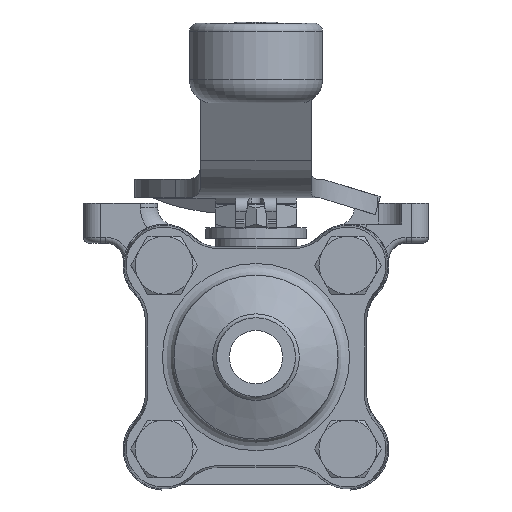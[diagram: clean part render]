
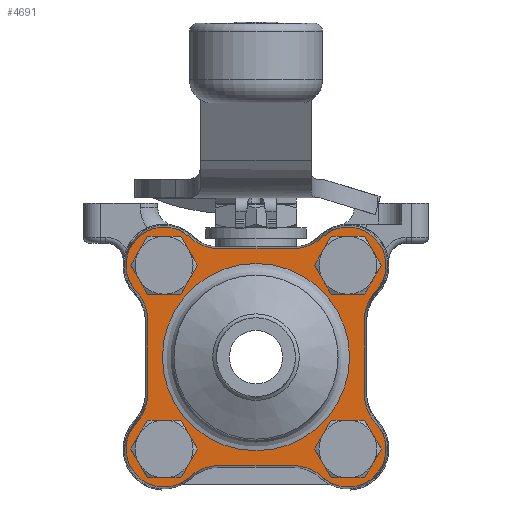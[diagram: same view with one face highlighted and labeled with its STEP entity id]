
A CAD part, front view. The second image highlights one B-rep face of the part: STEP entity #4691.
In plain terms, the highlighted face is planar.
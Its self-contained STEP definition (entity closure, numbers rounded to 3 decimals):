
#4473=CARTESIAN_POINT('',(0.,6.125,-16.175));
#4474=VERTEX_POINT('',#4473);
#4475=CARTESIAN_POINT('',(0.0,6.125,0.0));
#4476=DIRECTION('',(0.0,1.0,0.0));
#4477=DIRECTION('',(0.0,0.0,1.0));
#4478=AXIS2_PLACEMENT_3D('',#4475,#4476,#4477);
#4479=CIRCLE('',#4478,16.175);
#4480=EDGE_CURVE('',#4474,#4474,#4479,.T.);
#4497=CARTESIAN_POINT('',(0.,6.125,0.));
#4498=DIRECTION('',(0.0,1.0,0.0));
#4499=DIRECTION('',(0.0,0.0,1.0));
#4500=AXIS2_PLACEMENT_3D('',#4497,#4498,#4499);
#4501=PLANE('',#4500);
#4502=CARTESIAN_POINT('',(-20.693,6.125,11.394));
#4503=VERTEX_POINT('',#4502);
#4504=CARTESIAN_POINT('',(-18.754,6.125,6.471));
#4505=VERTEX_POINT('',#4504);
#4506=CARTESIAN_POINT('',(-25.975,6.125,6.471));
#4507=DIRECTION('',(0.0,1.,0.0));
#4508=DIRECTION('',(0.732,0.0,0.682));
#4509=AXIS2_PLACEMENT_3D('',#4506,#4507,#4508);
#4510=CIRCLE('',#4509,7.221);
#4511=EDGE_CURVE('',#4503,#4505,#4510,.T.);
#4512=ORIENTED_EDGE('',*,*,#4511,.F.);
#4513=CARTESIAN_POINT('',(-11.394,6.125,20.693));
#4514=VERTEX_POINT('',#4513);
#4515=CARTESIAN_POINT('',(-15.88,6.125,15.88));
#4516=DIRECTION('',(0.0,-1.,0.0));
#4517=DIRECTION('',(0.732,0.0,0.682));
#4518=AXIS2_PLACEMENT_3D('',#4515,#4516,#4517);
#4519=CIRCLE('',#4518,6.579);
#4520=EDGE_CURVE('',#4514,#4503,#4519,.T.);
#4521=ORIENTED_EDGE('',*,*,#4520,.F.);
#4522=CARTESIAN_POINT('',(-6.471,6.125,18.754));
#4523=VERTEX_POINT('',#4522);
#4524=CARTESIAN_POINT('',(-6.471,6.125,25.975));
#4525=DIRECTION('',(0.0,1.0,0.0));
#4526=DIRECTION('',(0.0,0.0,-1.0));
#4527=AXIS2_PLACEMENT_3D('',#4524,#4525,#4526);
#4528=CIRCLE('',#4527,7.221);
#4529=EDGE_CURVE('',#4523,#4514,#4528,.T.);
#4530=ORIENTED_EDGE('',*,*,#4529,.F.);
#4531=CARTESIAN_POINT('',(6.471,6.125,18.754));
#4532=VERTEX_POINT('',#4531);
#4533=CARTESIAN_POINT('',(6.471,6.125,18.754));
#4534=DIRECTION('',(-1.0,0.0,0.0));
#4535=VECTOR('',#4534,12.942);
#4536=LINE('',#4533,#4535);
#4537=EDGE_CURVE('',#4532,#4523,#4536,.T.);
#4538=ORIENTED_EDGE('',*,*,#4537,.F.);
#4539=CARTESIAN_POINT('',(11.394,6.125,20.693));
#4540=VERTEX_POINT('',#4539);
#4541=CARTESIAN_POINT('',(6.471,6.125,25.975));
#4542=DIRECTION('',(0.0,1.0,0.0));
#4543=DIRECTION('',(0.682,0.0,-0.732));
#4544=AXIS2_PLACEMENT_3D('',#4541,#4542,#4543);
#4545=CIRCLE('',#4544,7.221);
#4546=EDGE_CURVE('',#4540,#4532,#4545,.T.);
#4547=ORIENTED_EDGE('',*,*,#4546,.F.);
#4548=CARTESIAN_POINT('',(20.693,6.125,11.394));
#4549=VERTEX_POINT('',#4548);
#4550=CARTESIAN_POINT('',(15.88,6.125,15.88));
#4551=DIRECTION('',(0.0,-1.0,0.0));
#4552=DIRECTION('',(0.682,0.0,-0.732));
#4553=AXIS2_PLACEMENT_3D('',#4550,#4551,#4552);
#4554=CIRCLE('',#4553,6.579);
#4555=EDGE_CURVE('',#4549,#4540,#4554,.T.);
#4556=ORIENTED_EDGE('',*,*,#4555,.F.);
#4557=CARTESIAN_POINT('',(18.754,6.125,6.471));
#4558=VERTEX_POINT('',#4557);
#4559=CARTESIAN_POINT('',(25.975,6.125,6.471));
#4560=DIRECTION('',(0.0,1.0,0.0));
#4561=DIRECTION('',(-1.0,0.0,0.0));
#4562=AXIS2_PLACEMENT_3D('',#4559,#4560,#4561);
#4563=CIRCLE('',#4562,7.221);
#4564=EDGE_CURVE('',#4558,#4549,#4563,.T.);
#4565=ORIENTED_EDGE('',*,*,#4564,.F.);
#4566=CARTESIAN_POINT('',(18.754,6.125,-6.471));
#4567=VERTEX_POINT('',#4566);
#4568=CARTESIAN_POINT('',(18.754,6.125,-6.471));
#4569=DIRECTION('',(0.0,0.0,1.0));
#4570=VECTOR('',#4569,12.942);
#4571=LINE('',#4568,#4570);
#4572=EDGE_CURVE('',#4567,#4558,#4571,.T.);
#4573=ORIENTED_EDGE('',*,*,#4572,.F.);
#4574=CARTESIAN_POINT('',(20.693,6.125,-11.394));
#4575=VERTEX_POINT('',#4574);
#4576=CARTESIAN_POINT('',(25.975,6.125,-6.471));
#4577=DIRECTION('',(0.0,1.0,0.0));
#4578=DIRECTION('',(-0.732,0.0,-0.682));
#4579=AXIS2_PLACEMENT_3D('',#4576,#4577,#4578);
#4580=CIRCLE('',#4579,7.221);
#4581=EDGE_CURVE('',#4575,#4567,#4580,.T.);
#4582=ORIENTED_EDGE('',*,*,#4581,.F.);
#4583=CARTESIAN_POINT('',(11.394,6.125,-20.693));
#4584=VERTEX_POINT('',#4583);
#4585=CARTESIAN_POINT('',(15.88,6.125,-15.88));
#4586=DIRECTION('',(0.0,-1.,0.0));
#4587=DIRECTION('',(-0.732,0.0,-0.682));
#4588=AXIS2_PLACEMENT_3D('',#4585,#4586,#4587);
#4589=CIRCLE('',#4588,6.579);
#4590=EDGE_CURVE('',#4584,#4575,#4589,.T.);
#4591=ORIENTED_EDGE('',*,*,#4590,.F.);
#4592=CARTESIAN_POINT('',(6.471,6.125,-18.754));
#4593=VERTEX_POINT('',#4592);
#4594=CARTESIAN_POINT('',(6.471,6.125,-25.975));
#4595=DIRECTION('',(0.0,1.0,0.0));
#4596=DIRECTION('',(0.0,0.0,1.0));
#4597=AXIS2_PLACEMENT_3D('',#4594,#4595,#4596);
#4598=CIRCLE('',#4597,7.221);
#4599=EDGE_CURVE('',#4593,#4584,#4598,.T.);
#4600=ORIENTED_EDGE('',*,*,#4599,.F.);
#4601=CARTESIAN_POINT('',(-6.471,6.125,-18.754));
#4602=VERTEX_POINT('',#4601);
#4603=CARTESIAN_POINT('',(-6.471,6.125,-18.754));
#4604=DIRECTION('',(1.0,0.0,0.0));
#4605=VECTOR('',#4604,12.942);
#4606=LINE('',#4603,#4605);
#4607=EDGE_CURVE('',#4602,#4593,#4606,.T.);
#4608=ORIENTED_EDGE('',*,*,#4607,.F.);
#4609=CARTESIAN_POINT('',(-11.394,6.125,-20.693));
#4610=VERTEX_POINT('',#4609);
#4611=CARTESIAN_POINT('',(-6.471,6.125,-25.975));
#4612=DIRECTION('',(0.0,1.0,0.0));
#4613=DIRECTION('',(-0.682,0.0,0.732));
#4614=AXIS2_PLACEMENT_3D('',#4611,#4612,#4613);
#4615=CIRCLE('',#4614,7.221);
#4616=EDGE_CURVE('',#4610,#4602,#4615,.T.);
#4617=ORIENTED_EDGE('',*,*,#4616,.F.);
#4618=CARTESIAN_POINT('',(-20.693,6.125,-11.394));
#4619=VERTEX_POINT('',#4618);
#4620=CARTESIAN_POINT('',(-15.88,6.125,-15.88));
#4621=DIRECTION('',(0.0,-1.,0.0));
#4622=DIRECTION('',(-0.682,0.0,0.732));
#4623=AXIS2_PLACEMENT_3D('',#4620,#4621,#4622);
#4624=CIRCLE('',#4623,6.579);
#4625=EDGE_CURVE('',#4619,#4610,#4624,.T.);
#4626=ORIENTED_EDGE('',*,*,#4625,.F.);
#4627=CARTESIAN_POINT('',(-18.754,6.125,-6.471));
#4628=VERTEX_POINT('',#4627);
#4629=CARTESIAN_POINT('',(-25.975,6.125,-6.471));
#4630=DIRECTION('',(0.0,1.0,0.0));
#4631=DIRECTION('',(1.0,0.0,0.0));
#4632=AXIS2_PLACEMENT_3D('',#4629,#4630,#4631);
#4633=CIRCLE('',#4632,7.221);
#4634=EDGE_CURVE('',#4628,#4619,#4633,.T.);
#4635=ORIENTED_EDGE('',*,*,#4634,.F.);
#4636=CARTESIAN_POINT('',(-18.754,6.125,6.471));
#4637=DIRECTION('',(0.0,0.0,-1.0));
#4638=VECTOR('',#4637,12.942);
#4639=LINE('',#4636,#4638);
#4640=EDGE_CURVE('',#4505,#4628,#4639,.T.);
#4641=ORIENTED_EDGE('',*,*,#4640,.F.);
#4642=EDGE_LOOP('',(#4512,#4521,#4530,#4538,#4547,#4556,#4565,#4573,#4582,#4591,#4600,#4608,#4617,#4626,#4635,#4641));
#4643=FACE_OUTER_BOUND('',#4642,.T.);
#4644=CARTESIAN_POINT('',(-19.13,6.125,15.88));
#4645=VERTEX_POINT('',#4644);
#4646=CARTESIAN_POINT('',(-15.88,6.125,15.88));
#4647=DIRECTION('',(0.0,-1.0,0.0));
#4648=DIRECTION('',(1.0,0.0,0.0));
#4649=AXIS2_PLACEMENT_3D('',#4646,#4647,#4648);
#4650=CIRCLE('',#4649,3.25);
#4651=EDGE_CURVE('',#4645,#4645,#4650,.T.);
#4652=ORIENTED_EDGE('',*,*,#4651,.T.);
#4653=EDGE_LOOP('',(#4652));
#4654=FACE_BOUND('',#4653,.T.);
#4655=CARTESIAN_POINT('',(15.88,6.125,19.13));
#4656=VERTEX_POINT('',#4655);
#4657=CARTESIAN_POINT('',(15.88,6.125,15.88));
#4658=DIRECTION('',(0.0,-1.0,0.0));
#4659=DIRECTION('',(0.0,0.0,-1.0));
#4660=AXIS2_PLACEMENT_3D('',#4657,#4658,#4659);
#4661=CIRCLE('',#4660,3.25);
#4662=EDGE_CURVE('',#4656,#4656,#4661,.T.);
#4663=ORIENTED_EDGE('',*,*,#4662,.T.);
#4664=EDGE_LOOP('',(#4663));
#4665=FACE_BOUND('',#4664,.T.);
#4666=CARTESIAN_POINT('',(19.13,6.125,-15.88));
#4667=VERTEX_POINT('',#4666);
#4668=CARTESIAN_POINT('',(15.88,6.125,-15.88));
#4669=DIRECTION('',(0.0,-1.0,0.0));
#4670=DIRECTION('',(-1.0,0.0,0.0));
#4671=AXIS2_PLACEMENT_3D('',#4668,#4669,#4670);
#4672=CIRCLE('',#4671,3.25);
#4673=EDGE_CURVE('',#4667,#4667,#4672,.T.);
#4674=ORIENTED_EDGE('',*,*,#4673,.T.);
#4675=EDGE_LOOP('',(#4674));
#4676=FACE_BOUND('',#4675,.T.);
#4677=CARTESIAN_POINT('',(-15.88,6.125,-19.13));
#4678=VERTEX_POINT('',#4677);
#4679=CARTESIAN_POINT('',(-15.88,6.125,-15.88));
#4680=DIRECTION('',(0.0,-1.0,0.0));
#4681=DIRECTION('',(0.0,0.0,1.0));
#4682=AXIS2_PLACEMENT_3D('',#4679,#4680,#4681);
#4683=CIRCLE('',#4682,3.25);
#4684=EDGE_CURVE('',#4678,#4678,#4683,.T.);
#4685=ORIENTED_EDGE('',*,*,#4684,.T.);
#4686=EDGE_LOOP('',(#4685));
#4687=FACE_BOUND('',#4686,.T.);
#4688=ORIENTED_EDGE('',*,*,#4480,.F.);
#4689=EDGE_LOOP('',(#4688));
#4690=FACE_BOUND('',#4689,.T.);
#4691=ADVANCED_FACE('',(#4643,#4654,#4665,#4676,#4687,#4690),#4501,.T.);
